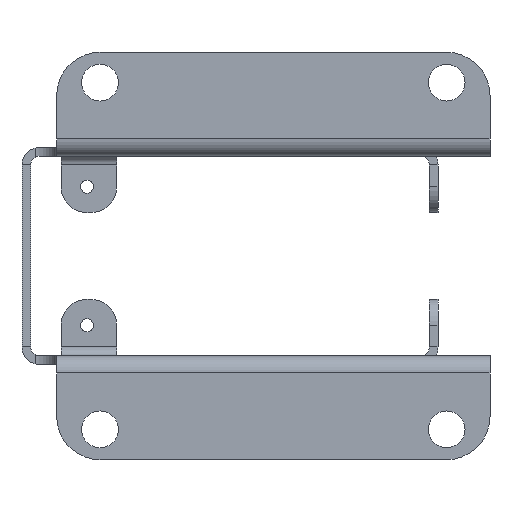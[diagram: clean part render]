
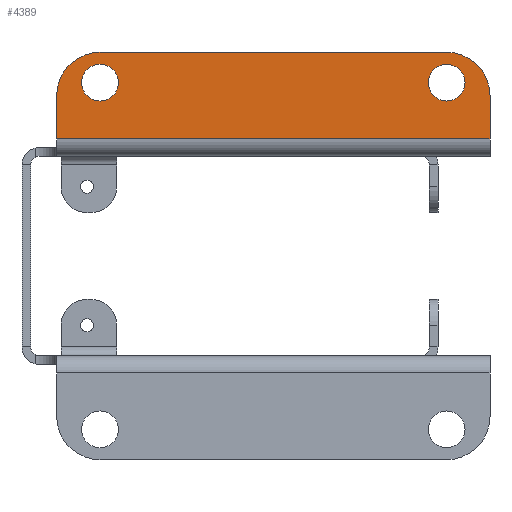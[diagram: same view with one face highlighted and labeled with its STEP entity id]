
A CAD part, front view. The second image highlights one B-rep face of the part: STEP entity #4389.
In plain terms, the highlighted planar face has unit normal (0, -1, 0).
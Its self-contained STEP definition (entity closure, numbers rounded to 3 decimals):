
#652=DIRECTION('',(1.,0.,0.));
#653=VECTOR('',#652,100.);
#654=CARTESIAN_POINT('',(-62.,-220.,27.));
#655=LINE('',#654,#653);
#682=CARTESIAN_POINT('',(-52.,-220.,37.));
#683=DIRECTION('',(0.,-1.,0.));
#684=DIRECTION('',(0.,0.,1.));
#685=AXIS2_PLACEMENT_3D('',#682,#683,#684);
#690=DIRECTION('',(-1.,0.,0.));
#691=VECTOR('',#690,80.);
#692=CARTESIAN_POINT('',(28.,-220.,47.));
#693=LINE('',#692,#691);
#697=CARTESIAN_POINT('',(28.,-220.,37.));
#698=DIRECTION('',(0.,-1.,0.));
#699=DIRECTION('',(1.,0.,0.));
#700=AXIS2_PLACEMENT_3D('',#697,#698,#699);
#705=DIRECTION('',(0.,0.,1.));
#706=VECTOR('',#705,10.);
#707=CARTESIAN_POINT('',(38.,-220.,27.));
#708=LINE('',#707,#706);
#712=DIRECTION('',(0.,0.,-1.));
#713=VECTOR('',#712,10.);
#714=CARTESIAN_POINT('',(-62.,-220.,37.));
#715=LINE('',#714,#713);
#719=CARTESIAN_POINT('',(28.,-220.,40.));
#720=DIRECTION('',(0.,-1.,0.));
#721=DIRECTION('',(0.,0.,-1.));
#722=AXIS2_PLACEMENT_3D('',#719,#720,#721);
#727=CARTESIAN_POINT('',(28.,-220.,40.));
#728=DIRECTION('',(0.,-1.,0.));
#729=DIRECTION('',(0.,0.,1.));
#730=AXIS2_PLACEMENT_3D('',#727,#728,#729);
#735=CARTESIAN_POINT('',(-52.,-220.,40.));
#736=DIRECTION('',(0.,-1.,0.));
#737=DIRECTION('',(0.,0.,-1.));
#738=AXIS2_PLACEMENT_3D('',#735,#736,#737);
#743=CARTESIAN_POINT('',(-52.,-220.,40.));
#744=DIRECTION('',(0.,-1.,0.));
#745=DIRECTION('',(0.,0.,1.));
#746=AXIS2_PLACEMENT_3D('',#743,#744,#745);
#3490=CARTESIAN_POINT('',(-62.,-220.,27.));
#3491=CARTESIAN_POINT('',(38.,-220.,27.));
#3492=VERTEX_POINT('',#3490);
#3493=VERTEX_POINT('',#3491);
#3506=CARTESIAN_POINT('',(-52.,-220.,47.));
#3507=CARTESIAN_POINT('',(-62.,-220.,37.));
#3508=VERTEX_POINT('',#3506);
#3509=VERTEX_POINT('',#3507);
#3514=CARTESIAN_POINT('',(38.,-220.,37.));
#3515=CARTESIAN_POINT('',(28.,-220.,47.));
#3516=VERTEX_POINT('',#3514);
#3517=VERTEX_POINT('',#3515);
#3530=CARTESIAN_POINT('',(-52.,-220.,35.75));
#3531=CARTESIAN_POINT('',(-52.,-220.,44.25));
#3532=VERTEX_POINT('',#3530);
#3533=VERTEX_POINT('',#3531);
#3534=CARTESIAN_POINT('',(28.,-220.,35.75));
#3535=CARTESIAN_POINT('',(28.,-220.,44.25));
#3536=VERTEX_POINT('',#3534);
#3537=VERTEX_POINT('',#3535);
#4359=CARTESIAN_POINT('',(38.,-220.,23.));
#4360=DIRECTION('',(0.,-1.,0.));
#4361=DIRECTION('',(1.,0.,0.));
#4362=AXIS2_PLACEMENT_3D('',#4359,#4360,#4361);
#4363=PLANE('',#4362);
#4365=ORIENTED_EDGE('',*,*,#4364,.F.);
#4367=ORIENTED_EDGE('',*,*,#4366,.F.);
#4369=ORIENTED_EDGE('',*,*,#4368,.F.);
#4371=ORIENTED_EDGE('',*,*,#4370,.F.);
#4372=ORIENTED_EDGE('',*,*,#4350,.F.);
#4374=ORIENTED_EDGE('',*,*,#4373,.F.);
#4375=EDGE_LOOP('',(#4365,#4367,#4369,#4371,#4372,#4374));
#4376=FACE_OUTER_BOUND('',#4375,.F.);
#4378=ORIENTED_EDGE('',*,*,#4377,.T.);
#4380=ORIENTED_EDGE('',*,*,#4379,.T.);
#4381=EDGE_LOOP('',(#4378,#4380));
#4382=FACE_BOUND('',#4381,.F.);
#4384=ORIENTED_EDGE('',*,*,#4383,.T.);
#4386=ORIENTED_EDGE('',*,*,#4385,.T.);
#4387=EDGE_LOOP('',(#4384,#4386));
#4388=FACE_BOUND('',#4387,.F.);
#4389=ADVANCED_FACE('',(#4376,#4382,#4388),#4363,.T.);
#686=CIRCLE('',#685,10.);
#701=CIRCLE('',#700,10.);
#723=CIRCLE('',#722,4.25);
#731=CIRCLE('',#730,4.25);
#739=CIRCLE('',#738,4.25);
#747=CIRCLE('',#746,4.25);
#4350=EDGE_CURVE('',#3492,#3493,#655,.T.);
#4364=EDGE_CURVE('',#3508,#3509,#686,.T.);
#4366=EDGE_CURVE('',#3517,#3508,#693,.T.);
#4368=EDGE_CURVE('',#3516,#3517,#701,.T.);
#4370=EDGE_CURVE('',#3493,#3516,#708,.T.);
#4373=EDGE_CURVE('',#3509,#3492,#715,.T.);
#4377=EDGE_CURVE('',#3536,#3537,#723,.T.);
#4379=EDGE_CURVE('',#3537,#3536,#731,.T.);
#4383=EDGE_CURVE('',#3532,#3533,#739,.T.);
#4385=EDGE_CURVE('',#3533,#3532,#747,.T.);
